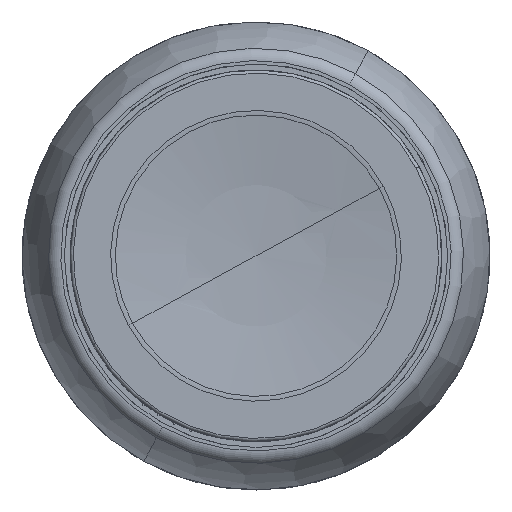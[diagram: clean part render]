
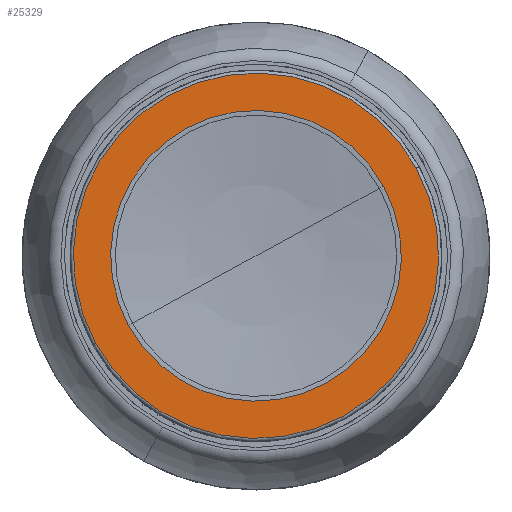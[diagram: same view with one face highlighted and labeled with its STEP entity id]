
A CAD part, top view. The second image highlights one B-rep face of the part: STEP entity #25329.
In plain terms, the highlighted planar face has unit normal (0, 0, 1).
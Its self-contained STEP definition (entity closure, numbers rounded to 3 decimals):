
#24157=AXIS2_PLACEMENT_3D('Circle Axis2P3D',#24155,#24156,$) ;
#24555=AXIS2_PLACEMENT_3D('Circle Axis2P3D',#24553,#24554,$) ;
#25305=AXIS2_PLACEMENT_3D('Plane Axis2P3D',#25302,#25303,#25304) ;
#25313=AXIS2_PLACEMENT_3D('Circle Axis2P3D',#25311,#25312,$) ;
#25322=AXIS2_PLACEMENT_3D('Circle Axis2P3D',#25320,#25321,$) ;
#24145=CARTESIAN_POINT('Vertex',(-10.246,-5.597,2.7)) ;
#24152=CARTESIAN_POINT('Vertex',(10.246,5.597,2.7)) ;
#24155=CARTESIAN_POINT('Axis2P3D Location',(0.,0.,2.7)) ;
#24553=CARTESIAN_POINT('Axis2P3D Location',(0.,0.,2.7)) ;
#25302=CARTESIAN_POINT('Axis2P3D Location',(9.138,0.,2.7)) ;
#25311=CARTESIAN_POINT('Axis2P3D Location',(0.,0.,2.7)) ;
#25315=CARTESIAN_POINT('Vertex',(8.153,4.454,2.7)) ;
#25317=CARTESIAN_POINT('Vertex',(-8.153,-4.454,2.7)) ;
#25320=CARTESIAN_POINT('Axis2P3D Location',(0.,0.,2.7)) ;
#24156=DIRECTION('Axis2P3D Direction',(0.,0.,1.)) ;
#24554=DIRECTION('Axis2P3D Direction',(0.,0.,1.)) ;
#25303=DIRECTION('Axis2P3D Direction',(0.,0.,1.)) ;
#25304=DIRECTION('Axis2P3D XDirection',(1.,0.,0.)) ;
#25312=DIRECTION('Axis2P3D Direction',(0.,0.,1.)) ;
#25321=DIRECTION('Axis2P3D Direction',(0.,0.,1.)) ;
#25308=ORIENTED_EDGE('',*,*,#24159,.T.) ;
#25309=ORIENTED_EDGE('',*,*,#24557,.T.) ;
#25326=ORIENTED_EDGE('',*,*,#25319,.F.) ;
#25327=ORIENTED_EDGE('',*,*,#25324,.F.) ;
#25328=FACE_BOUND('',#25325,.T.) ;
#25329=ADVANCED_FACE('Corps principal ( *SOL1 - wsp *MASTER -  )',(#25310,#25328),#25306,.T.) ;
#24158=CIRCLE('generated circle',#24157,11.675) ;
#24556=CIRCLE('generated circle',#24555,11.675) ;
#25314=CIRCLE('generated circle',#25313,9.29) ;
#25323=CIRCLE('generated circle',#25322,9.29) ;
#24159=EDGE_CURVE('',#24146,#24153,#24158,.T.) ;
#24557=EDGE_CURVE('',#24153,#24146,#24556,.T.) ;
#25319=EDGE_CURVE('',#25316,#25318,#25314,.T.) ;
#25324=EDGE_CURVE('',#25318,#25316,#25323,.T.) ;
#25307=EDGE_LOOP('',(#25308,#25309)) ;
#25325=EDGE_LOOP('',(#25326,#25327)) ;
#25310=FACE_OUTER_BOUND('',#25307,.T.) ;
#25306=PLANE('Plane',#25305) ;
#24146=VERTEX_POINT('',#24145) ;
#24153=VERTEX_POINT('',#24152) ;
#25316=VERTEX_POINT('',#25315) ;
#25318=VERTEX_POINT('',#25317) ;
